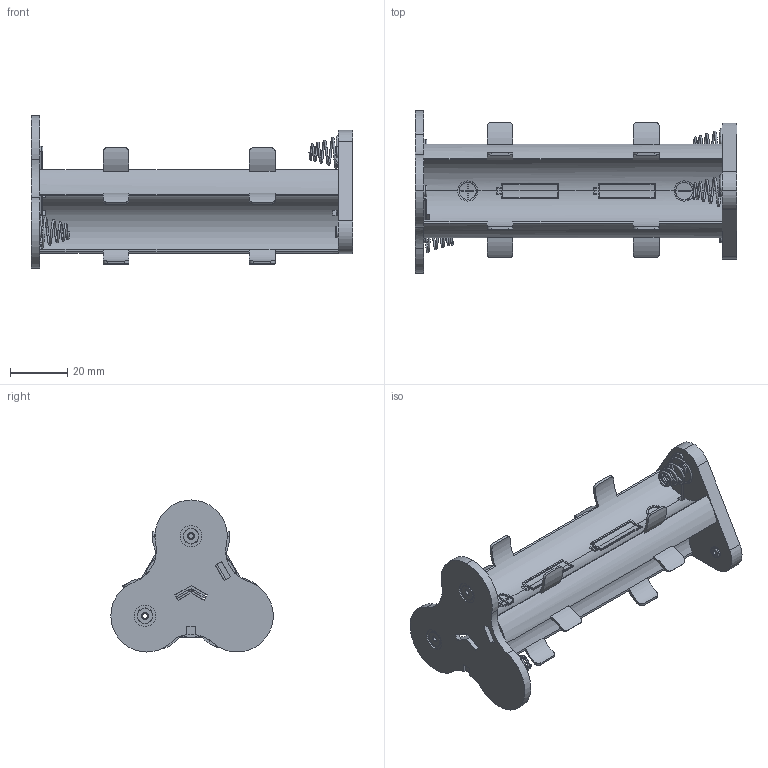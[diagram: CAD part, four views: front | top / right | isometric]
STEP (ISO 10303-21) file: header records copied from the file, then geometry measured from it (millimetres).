
FILE_DESCRIPTION (( 'STEP AP214' ), '1' );
FILE_NAME ('BU1-M-402.STEP', '2020-02-04T04:03:08', ( '' ), ( '' ), 'SwSTEP 2.0', 'SolidWorks 2017', '' );
FILE_SCHEMA (( 'AUTOMOTIVE_DESIGN' ));
Length unit declared in the file: millimetre
Products named in the file (1): BU1-M-402
Bounding box: 112 x 56.58 x 52.99 mm (x, y, z)
Volume: 47043 mm3; surface area: 23038.8 mm2
Topology: 10 solids, 11 shells, 430 faces, 1089 edges, 698 vertices
Faces by surface type: plane 204, cylinder 166, torus 48, bspline 12
Entity records: 21266 total; most frequent: CARTESIAN_POINT 10537, DIRECTION 2298, ORIENTED_EDGE 2178, EDGE_CURVE 1089, AXIS2_PLACEMENT_3D 881, VERTEX_POINT 698, LINE 536, VECTOR 536
